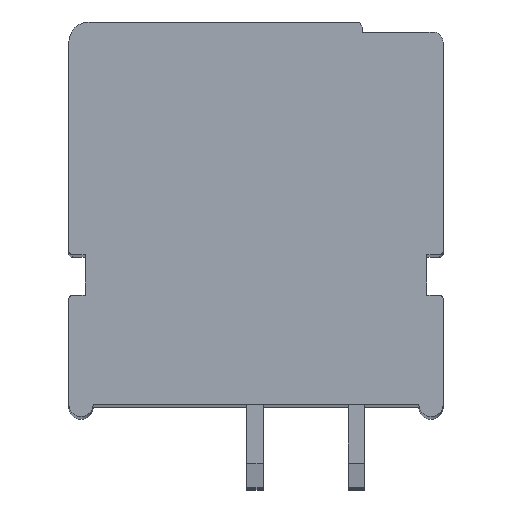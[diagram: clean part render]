
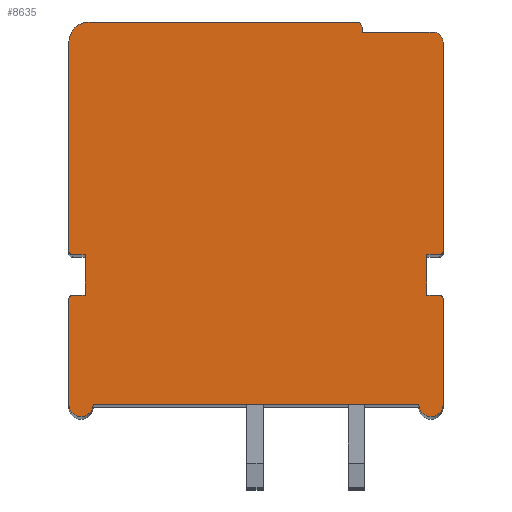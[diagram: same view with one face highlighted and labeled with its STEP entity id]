
A CAD part, top view. The second image highlights one B-rep face of the part: STEP entity #8635.
In plain terms, the highlighted planar face has unit normal (0, 0, 1).
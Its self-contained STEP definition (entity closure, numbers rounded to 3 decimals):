
#1196=CARTESIAN_POINT('',(8.75,8.75,4.7));
#1197=DIRECTION('',(0.,0.,1.));
#1198=DIRECTION('',(1.,0.,0.));
#1199=AXIS2_PLACEMENT_3D('',#1196,#1197,#1198);
#1201=DIRECTION('',(0.,1.,0.));
#1202=VECTOR('',#1201,10.3);
#1203=CARTESIAN_POINT('',(9.25,-1.55,4.7));
#1204=LINE('',#1203,#1202);
#1205=CARTESIAN_POINT('',(9.05,-1.55,4.7));
#1206=DIRECTION('',(0.,0.,1.));
#1207=DIRECTION('',(0.,-1.,0.));
#1208=AXIS2_PLACEMENT_3D('',#1205,#1206,#1207);
#1210=DIRECTION('',(1.,0.,0.));
#1211=VECTOR('',#1210,0.6);
#1212=CARTESIAN_POINT('',(8.45,-1.75,4.7));
#1213=LINE('',#1212,#1211);
#1214=DIRECTION('',(0.,1.,0.));
#1215=VECTOR('',#1214,2.);
#1216=CARTESIAN_POINT('',(8.45,-3.75,4.7));
#1217=LINE('',#1216,#1215);
#1218=DIRECTION('',(-1.,0.,0.));
#1219=VECTOR('',#1218,0.6);
#1220=CARTESIAN_POINT('',(9.05,-3.75,4.7));
#1221=LINE('',#1220,#1219);
#1222=CARTESIAN_POINT('',(9.05,-3.95,4.7));
#1223=DIRECTION('',(0.,0.,1.));
#1224=DIRECTION('',(1.,0.,0.));
#1225=AXIS2_PLACEMENT_3D('',#1222,#1223,#1224);
#1227=DIRECTION('',(0.,1.,0.));
#1228=VECTOR('',#1227,5.2);
#1229=CARTESIAN_POINT('',(9.25,-9.15,4.7));
#1230=LINE('',#1229,#1228);
#1231=CARTESIAN_POINT('',(8.65,-9.15,4.7));
#1232=DIRECTION('',(0.,0.,1.));
#1233=DIRECTION('',(-1.,0.,0.));
#1234=AXIS2_PLACEMENT_3D('',#1231,#1232,#1233);
#1236=DIRECTION('',(1.,0.,0.));
#1237=VECTOR('',#1236,16.1);
#1238=CARTESIAN_POINT('',(-8.05,-9.15,4.7));
#1239=LINE('',#1238,#1237);
#1240=CARTESIAN_POINT('',(-8.65,-9.15,4.7));
#1241=DIRECTION('',(0.,0.,1.));
#1242=DIRECTION('',(-1.,0.,0.));
#1243=AXIS2_PLACEMENT_3D('',#1240,#1241,#1242);
#1245=DIRECTION('',(0.,-1.,0.));
#1246=VECTOR('',#1245,5.2);
#1247=CARTESIAN_POINT('',(-9.25,-3.95,4.7));
#1248=LINE('',#1247,#1246);
#1249=CARTESIAN_POINT('',(-9.05,-3.95,4.7));
#1250=DIRECTION('',(0.,0.,1.));
#1251=DIRECTION('',(0.,1.,0.));
#1252=AXIS2_PLACEMENT_3D('',#1249,#1250,#1251);
#1254=DIRECTION('',(-1.,0.,0.));
#1255=VECTOR('',#1254,0.6);
#1256=CARTESIAN_POINT('',(-8.45,-3.75,4.7));
#1257=LINE('',#1256,#1255);
#1258=DIRECTION('',(0.,-1.,0.));
#1259=VECTOR('',#1258,2.);
#1260=CARTESIAN_POINT('',(-8.45,-1.75,4.7));
#1261=LINE('',#1260,#1259);
#1262=DIRECTION('',(1.,0.,0.));
#1263=VECTOR('',#1262,0.6);
#1264=CARTESIAN_POINT('',(-9.05,-1.75,4.7));
#1265=LINE('',#1264,#1263);
#1266=CARTESIAN_POINT('',(-9.05,-1.55,4.7));
#1267=DIRECTION('',(0.,0.,1.));
#1268=DIRECTION('',(-1.,0.,0.));
#1269=AXIS2_PLACEMENT_3D('',#1266,#1267,#1268);
#1271=DIRECTION('',(0.,-1.,0.));
#1272=VECTOR('',#1271,10.3);
#1273=CARTESIAN_POINT('',(-9.25,8.75,4.7));
#1274=LINE('',#1273,#1272);
#1275=CARTESIAN_POINT('',(-8.25,8.75,4.7));
#1276=DIRECTION('',(0.,0.,1.));
#1277=DIRECTION('',(0.,1.,0.));
#1278=AXIS2_PLACEMENT_3D('',#1275,#1276,#1277);
#1280=DIRECTION('',(-1.,0.,0.));
#1281=VECTOR('',#1280,13.2);
#1282=CARTESIAN_POINT('',(4.95,9.75,4.7));
#1283=LINE('',#1282,#1281);
#1284=CARTESIAN_POINT('',(4.95,9.45,4.7));
#1285=DIRECTION('',(0.,0.,1.));
#1286=DIRECTION('',(1.,0.,0.));
#1287=AXIS2_PLACEMENT_3D('',#1284,#1285,#1286);
#1289=DIRECTION('',(0.,1.,0.));
#1290=VECTOR('',#1289,0.2);
#1291=CARTESIAN_POINT('',(5.25,9.25,4.7));
#1292=LINE('',#1291,#1290);
#1293=DIRECTION('',(-1.,0.,0.));
#1294=VECTOR('',#1293,3.5);
#1295=CARTESIAN_POINT('',(8.75,9.25,4.7));
#1296=LINE('',#1295,#1294);
#5753=CARTESIAN_POINT('',(9.25,8.75,4.7));
#5754=CARTESIAN_POINT('',(8.75,9.25,4.7));
#5755=VERTEX_POINT('',#5753);
#5756=VERTEX_POINT('',#5754);
#5757=CARTESIAN_POINT('',(5.25,9.25,4.7));
#5758=VERTEX_POINT('',#5757);
#5759=CARTESIAN_POINT('',(5.25,9.45,4.7));
#5760=VERTEX_POINT('',#5759);
#5761=CARTESIAN_POINT('',(4.95,9.75,4.7));
#5762=VERTEX_POINT('',#5761);
#5763=CARTESIAN_POINT('',(-8.25,9.75,4.7));
#5764=VERTEX_POINT('',#5763);
#5765=CARTESIAN_POINT('',(-9.25,8.75,4.7));
#5766=VERTEX_POINT('',#5765);
#5767=CARTESIAN_POINT('',(-9.25,-1.55,4.7));
#5768=VERTEX_POINT('',#5767);
#5769=CARTESIAN_POINT('',(-9.05,-1.75,4.7));
#5770=VERTEX_POINT('',#5769);
#5771=CARTESIAN_POINT('',(-8.45,-1.75,4.7));
#5772=VERTEX_POINT('',#5771);
#5773=CARTESIAN_POINT('',(-8.45,-3.75,4.7));
#5774=VERTEX_POINT('',#5773);
#5775=CARTESIAN_POINT('',(-9.05,-3.75,4.7));
#5776=VERTEX_POINT('',#5775);
#5777=CARTESIAN_POINT('',(-9.25,-3.95,4.7));
#5778=VERTEX_POINT('',#5777);
#5779=CARTESIAN_POINT('',(-9.25,-9.15,4.7));
#5780=VERTEX_POINT('',#5779);
#5781=CARTESIAN_POINT('',(-8.05,-9.15,4.7));
#5782=VERTEX_POINT('',#5781);
#5783=CARTESIAN_POINT('',(8.05,-9.15,4.7));
#5784=VERTEX_POINT('',#5783);
#5785=CARTESIAN_POINT('',(9.25,-9.15,4.7));
#5786=VERTEX_POINT('',#5785);
#5787=CARTESIAN_POINT('',(9.25,-3.95,4.7));
#5788=VERTEX_POINT('',#5787);
#5789=CARTESIAN_POINT('',(9.05,-3.75,4.7));
#5790=VERTEX_POINT('',#5789);
#5791=CARTESIAN_POINT('',(8.45,-3.75,4.7));
#5792=VERTEX_POINT('',#5791);
#5793=CARTESIAN_POINT('',(8.45,-1.75,4.7));
#5794=VERTEX_POINT('',#5793);
#5795=CARTESIAN_POINT('',(9.05,-1.75,4.7));
#5796=VERTEX_POINT('',#5795);
#5797=CARTESIAN_POINT('',(9.25,-1.55,4.7));
#5798=VERTEX_POINT('',#5797);
#8605=CARTESIAN_POINT('',(0.,0.,4.7));
#8606=DIRECTION('',(0.,0.,1.));
#8607=DIRECTION('',(1.,0.,0.));
#8608=AXIS2_PLACEMENT_3D('',#8605,#8606,#8607);
#8609=PLANE('',#8608);
#8610=ORIENTED_EDGE('',*,*,#7601,.F.);
#8611=ORIENTED_EDGE('',*,*,#7616,.F.);
#8612=ORIENTED_EDGE('',*,*,#7630,.F.);
#8613=ORIENTED_EDGE('',*,*,#7644,.F.);
#8614=ORIENTED_EDGE('',*,*,#7658,.F.);
#8615=ORIENTED_EDGE('',*,*,#7672,.F.);
#8616=ORIENTED_EDGE('',*,*,#7686,.F.);
#8617=ORIENTED_EDGE('',*,*,#7700,.F.);
#8618=ORIENTED_EDGE('',*,*,#7714,.F.);
#8619=ORIENTED_EDGE('',*,*,#7728,.F.);
#8620=ORIENTED_EDGE('',*,*,#8042,.F.);
#8621=ORIENTED_EDGE('',*,*,#8056,.F.);
#8622=ORIENTED_EDGE('',*,*,#8070,.F.);
#8623=ORIENTED_EDGE('',*,*,#8084,.F.);
#8624=ORIENTED_EDGE('',*,*,#8098,.F.);
#8625=ORIENTED_EDGE('',*,*,#8112,.F.);
#8626=ORIENTED_EDGE('',*,*,#8126,.F.);
#8627=ORIENTED_EDGE('',*,*,#8140,.F.);
#8628=ORIENTED_EDGE('',*,*,#8154,.F.);
#8629=ORIENTED_EDGE('',*,*,#8168,.F.);
#8630=ORIENTED_EDGE('',*,*,#8422,.F.);
#8631=ORIENTED_EDGE('',*,*,#8436,.F.);
#8632=ORIENTED_EDGE('',*,*,#8449,.F.);
#8633=EDGE_LOOP('',(#8610,#8611,#8612,#8613,#8614,#8615,#8616,#8617,#8618,#8619,
#8620,#8621,#8622,#8623,#8624,#8625,#8626,#8627,#8628,#8629,#8630,#8631,#8632));
#8634=FACE_OUTER_BOUND('',#8633,.F.);
#1200=CIRCLE('',#1199,0.5);
#1209=CIRCLE('',#1208,0.2);
#1226=CIRCLE('',#1225,0.2);
#1235=CIRCLE('',#1234,0.6);
#1244=CIRCLE('',#1243,0.6);
#1253=CIRCLE('',#1252,0.2);
#1270=CIRCLE('',#1269,0.2);
#1279=CIRCLE('',#1278,1.);
#1288=CIRCLE('',#1287,0.3);
#7601=EDGE_CURVE('',#5755,#5756,#1200,.T.);
#7616=EDGE_CURVE('',#5798,#5755,#1204,.T.);
#7630=EDGE_CURVE('',#5796,#5798,#1209,.T.);
#7644=EDGE_CURVE('',#5794,#5796,#1213,.T.);
#7658=EDGE_CURVE('',#5792,#5794,#1217,.T.);
#7672=EDGE_CURVE('',#5790,#5792,#1221,.T.);
#7686=EDGE_CURVE('',#5788,#5790,#1226,.T.);
#7700=EDGE_CURVE('',#5786,#5788,#1230,.T.);
#7714=EDGE_CURVE('',#5784,#5786,#1235,.T.);
#7728=EDGE_CURVE('',#5782,#5784,#1239,.T.);
#8042=EDGE_CURVE('',#5780,#5782,#1244,.T.);
#8056=EDGE_CURVE('',#5778,#5780,#1248,.T.);
#8070=EDGE_CURVE('',#5776,#5778,#1253,.T.);
#8084=EDGE_CURVE('',#5774,#5776,#1257,.T.);
#8098=EDGE_CURVE('',#5772,#5774,#1261,.T.);
#8112=EDGE_CURVE('',#5770,#5772,#1265,.T.);
#8126=EDGE_CURVE('',#5768,#5770,#1270,.T.);
#8140=EDGE_CURVE('',#5766,#5768,#1274,.T.);
#8154=EDGE_CURVE('',#5764,#5766,#1279,.T.);
#8168=EDGE_CURVE('',#5762,#5764,#1283,.T.);
#8422=EDGE_CURVE('',#5760,#5762,#1288,.T.);
#8436=EDGE_CURVE('',#5758,#5760,#1292,.T.);
#8449=EDGE_CURVE('',#5756,#5758,#1296,.T.);
#8635=ADVANCED_FACE('',(#8634),#8609,.T.);
